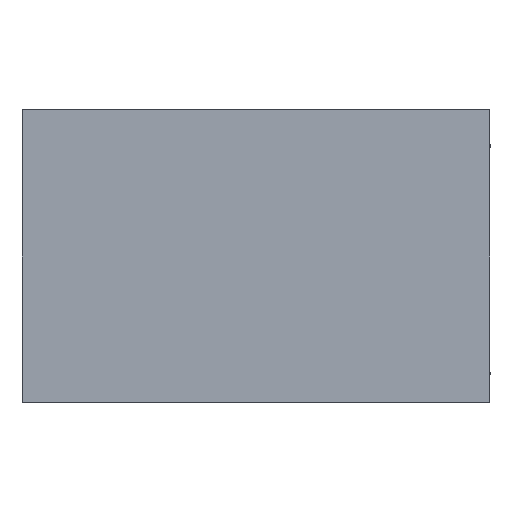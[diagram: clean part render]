
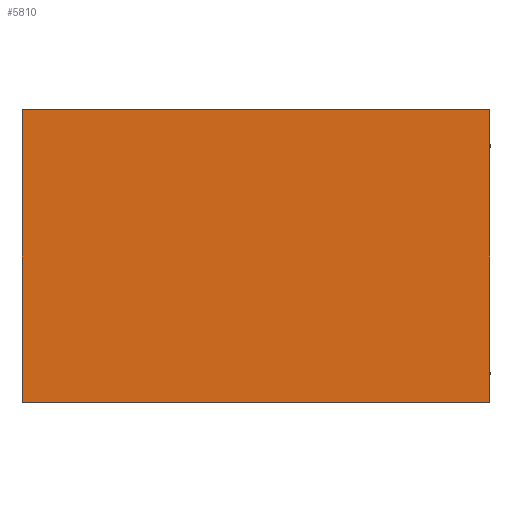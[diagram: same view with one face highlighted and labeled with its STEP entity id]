
A CAD part, front view. The second image highlights one B-rep face of the part: STEP entity #5810.
In plain terms, the highlighted planar face has unit normal (0, -1, 0).
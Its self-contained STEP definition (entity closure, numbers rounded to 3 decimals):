
#75=PLANE('',#6191);
#392=FACE_OUTER_BOUND('',#720,.T.);
#720=EDGE_LOOP('',(#5195,#5196,#5197,#5198));
#1599=LINE('',#26080,#1884);
#1622=LINE('',#26156,#1907);
#1627=LINE('',#26178,#1912);
#1628=LINE('',#26179,#1913);
#1884=VECTOR('',#7099,10.);
#1907=VECTOR('',#7178,10.);
#1912=VECTOR('',#7205,10.);
#1913=VECTOR('',#7206,10.);
#2485=VERTEX_POINT('',#26078);
#2486=VERTEX_POINT('',#26079);
#2511=VERTEX_POINT('',#26154);
#2517=VERTEX_POINT('',#26177);
#3371=EDGE_CURVE('',#2485,#2486,#1599,.T.);
#3407=EDGE_CURVE('',#2511,#2485,#1622,.T.);
#3417=EDGE_CURVE('',#2511,#2517,#1627,.F.);
#3418=EDGE_CURVE('',#2486,#2517,#1628,.F.);
#5195=ORIENTED_EDGE('',*,*,#3407,.F.);
#5196=ORIENTED_EDGE('',*,*,#3417,.T.);
#5197=ORIENTED_EDGE('',*,*,#3418,.F.);
#5198=ORIENTED_EDGE('',*,*,#3371,.F.);
#5810=ADVANCED_FACE('',(#392),#75,.T.);
#6191=AXIS2_PLACEMENT_3D('',#26176,#7203,#7204);
#7099=DIRECTION('',(0.,0.,-1.));
#7178=DIRECTION('',(1.,0.,0.));
#7203=DIRECTION('center_axis',(0.,-1.,0.));
#7204=DIRECTION('ref_axis',(-1.,0.,0.));
#7205=DIRECTION('',(0.,0.,1.));
#7206=DIRECTION('',(1.,0.,0.));
#26078=CARTESIAN_POINT('',(98.,0.,4.25));
#26079=CARTESIAN_POINT('',(98.,0.,-68.25));
#26080=CARTESIAN_POINT('',(98.,0.,0.));
#26154=CARTESIAN_POINT('',(-18.,0.,4.25));
#26156=CARTESIAN_POINT('',(73.5,0.,4.25));
#26176=CARTESIAN_POINT('Origin',(98.,0.,0.));
#26177=CARTESIAN_POINT('',(-18.,0.,-68.25));
#26178=CARTESIAN_POINT('',(-18.,0.,0.));
#26179=CARTESIAN_POINT('',(73.5,0.,-68.25));
